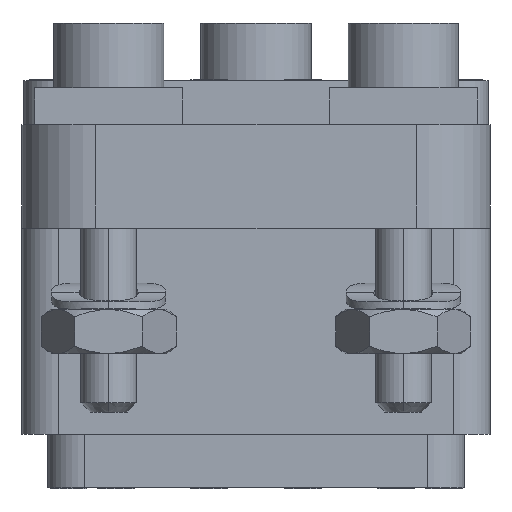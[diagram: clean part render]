
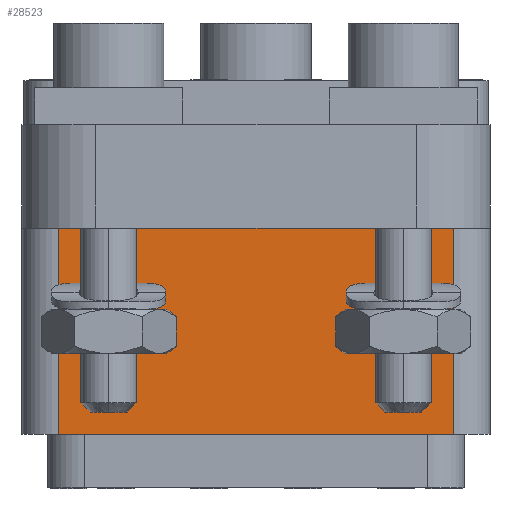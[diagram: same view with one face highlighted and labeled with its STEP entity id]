
A CAD part, left-side view. The second image highlights one B-rep face of the part: STEP entity #28523.
In plain terms, the highlighted planar face has unit normal (-1, 0, 0).
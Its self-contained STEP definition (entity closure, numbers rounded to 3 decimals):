
#1099=DIRECTION('',(0.,-1.,0.));
#1100=VECTOR('',#1099,21.4);
#1101=CARTESIAN_POINT('',(-13.6,10.7,11.2));
#1102=LINE('',#1101,#1100);
#1180=DIRECTION('',(0.,1.,0.));
#1181=VECTOR('',#1180,21.4);
#1182=CARTESIAN_POINT('',(-13.6,-10.7,0.));
#1183=LINE('',#1182,#1181);
#1252=DIRECTION('',(0.,0.,1.));
#1253=VECTOR('',#1252,11.2);
#1254=CARTESIAN_POINT('',(-13.6,10.7,0.));
#1255=LINE('',#1254,#1253);
#1256=DIRECTION('',(0.,0.,-1.));
#1257=VECTOR('',#1256,11.2);
#1258=CARTESIAN_POINT('',(-13.6,-10.7,11.2));
#1259=LINE('',#1258,#1257);
#22179=CARTESIAN_POINT('',(-13.6,10.7,0.));
#22180=CARTESIAN_POINT('',(-13.6,10.7,11.2));
#22181=VERTEX_POINT('',#22179);
#22182=VERTEX_POINT('',#22180);
#22204=CARTESIAN_POINT('',(-13.6,-10.7,0.));
#22206=VERTEX_POINT('',#22204);
#22207=CARTESIAN_POINT('',(-13.6,-10.7,11.2));
#22208=VERTEX_POINT('',#22207);
#28511=CARTESIAN_POINT('',(-13.6,12.7,0.));
#28512=DIRECTION('',(1.,0.,0.));
#28513=DIRECTION('',(0.,-1.,0.));
#28514=AXIS2_PLACEMENT_3D('',#28511,#28512,#28513);
#28515=PLANE('',#28514);
#28516=ORIENTED_EDGE('',*,*,#28502,.T.);
#28517=ORIENTED_EDGE('',*,*,#28366,.T.);
#28519=ORIENTED_EDGE('',*,*,#28518,.T.);
#28520=ORIENTED_EDGE('',*,*,#28466,.T.);
#28521=EDGE_LOOP('',(#28516,#28517,#28519,#28520));
#28522=FACE_OUTER_BOUND('',#28521,.F.);
#28523=ADVANCED_FACE('',(#28522),#28515,.F.);
#28366=EDGE_CURVE('',#22182,#22208,#1102,.T.);
#28466=EDGE_CURVE('',#22206,#22181,#1183,.T.);
#28502=EDGE_CURVE('',#22181,#22182,#1255,.T.);
#28518=EDGE_CURVE('',#22208,#22206,#1259,.T.);
